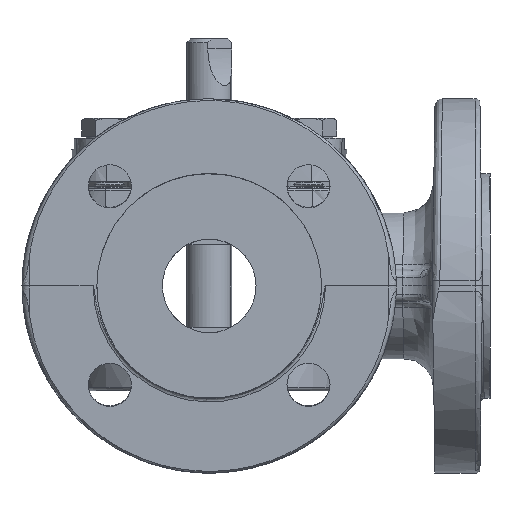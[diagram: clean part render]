
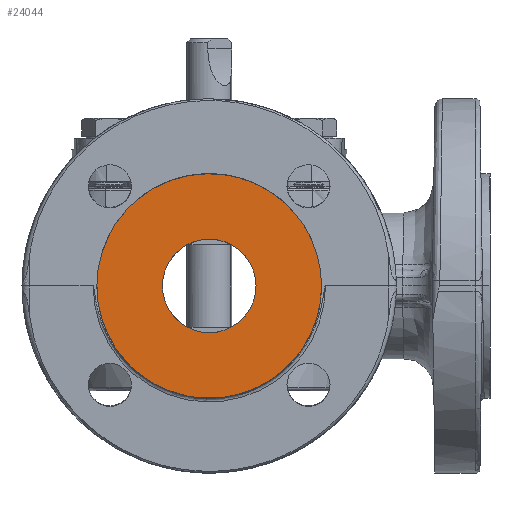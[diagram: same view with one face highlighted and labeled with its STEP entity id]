
A CAD part, front view. The second image highlights one B-rep face of the part: STEP entity #24044.
In plain terms, the highlighted planar face has unit normal (0, -1, 0).
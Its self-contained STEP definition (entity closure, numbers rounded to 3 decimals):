
#21711=CARTESIAN_POINT('Axis2P3D Location',(0.,-75.,0.)) ;
#21715=CARTESIAN_POINT('Vertex',(30.,-75.,0.)) ;
#21717=CARTESIAN_POINT('Vertex',(22.591,-75.,-19.739)) ;
#21730=CARTESIAN_POINT('Vertex',(-22.591,-75.,-19.739)) ;
#21733=CARTESIAN_POINT('Axis2P3D Location',(0.,-75.,0.)) ;
#21737=CARTESIAN_POINT('Vertex',(-30.,-75.,0.)) ;
#21759=CARTESIAN_POINT('Axis2P3D Location',(0.,-75.,0.)) ;
#21763=CARTESIAN_POINT('Vertex',(-22.591,-75.,19.739)) ;
#21776=CARTESIAN_POINT('Vertex',(22.591,-75.,19.739)) ;
#21779=CARTESIAN_POINT('Axis2P3D Location',(0.,-75.,0.)) ;
#23973=CARTESIAN_POINT('Axis2P3D Location',(-70.73,-75.,0.)) ;
#23979=CARTESIAN_POINT('Control Point',(-22.591,-75.,19.739)) ;
#23980=CARTESIAN_POINT('Control Point',(-21.301,-75.,21.216)) ;
#23981=CARTESIAN_POINT('Control Point',(-19.888,-75.,22.587)) ;
#23982=CARTESIAN_POINT('Control Point',(-18.365,-75.,23.838)) ;
#23983=CARTESIAN_POINT('Control Point',(-14.825,-75.,26.288)) ;
#23984=CARTESIAN_POINT('Control Point',(-10.902,-75.,28.071)) ;
#23985=CARTESIAN_POINT('Control Point',(-8.685,-75.,28.83)) ;
#23986=CARTESIAN_POINT('Control Point',(-3.602,-75.,30.034)) ;
#23987=CARTESIAN_POINT('Control Point',(1.632,-75.,30.128)) ;
#23988=CARTESIAN_POINT('Control Point',(4.515,-75.,29.835)) ;
#23989=CARTESIAN_POINT('Control Point',(9.796,-75.,28.648)) ;
#23990=CARTESIAN_POINT('Control Point',(14.678,-75.,26.329)) ;
#23991=CARTESIAN_POINT('Control Point',(16.831,-75.,25.014)) ;
#23992=CARTESIAN_POINT('Control Point',(19.279,-75.,23.14)) ;
#23993=CARTESIAN_POINT('Control Point',(21.455,-75.,20.979)) ;
#23994=CARTESIAN_POINT('Control Point',(21.844,-75.,20.575)) ;
#23995=CARTESIAN_POINT('Control Point',(22.222,-75.,20.161)) ;
#23996=CARTESIAN_POINT('Control Point',(22.591,-75.,19.739)) ;
#23999=CARTESIAN_POINT('Control Point',(-22.591,-75.,-19.739)) ;
#24000=CARTESIAN_POINT('Control Point',(-21.301,-75.,-21.216)) ;
#24001=CARTESIAN_POINT('Control Point',(-19.888,-75.,-22.587)) ;
#24002=CARTESIAN_POINT('Control Point',(-18.365,-75.,-23.838)) ;
#24003=CARTESIAN_POINT('Control Point',(-14.825,-75.,-26.288)) ;
#24004=CARTESIAN_POINT('Control Point',(-10.902,-75.,-28.071)) ;
#24005=CARTESIAN_POINT('Control Point',(-8.685,-75.,-28.83)) ;
#24006=CARTESIAN_POINT('Control Point',(-3.602,-75.,-30.034)) ;
#24007=CARTESIAN_POINT('Control Point',(1.632,-75.,-30.128)) ;
#24008=CARTESIAN_POINT('Control Point',(4.515,-75.,-29.835)) ;
#24009=CARTESIAN_POINT('Control Point',(9.796,-75.,-28.648)) ;
#24010=CARTESIAN_POINT('Control Point',(14.678,-75.,-26.329)) ;
#24011=CARTESIAN_POINT('Control Point',(16.831,-75.,-25.014)) ;
#24012=CARTESIAN_POINT('Control Point',(19.279,-75.,-23.14)) ;
#24013=CARTESIAN_POINT('Control Point',(21.455,-75.,-20.979)) ;
#24014=CARTESIAN_POINT('Control Point',(21.844,-75.,-20.575)) ;
#24015=CARTESIAN_POINT('Control Point',(22.222,-75.,-20.161)) ;
#24016=CARTESIAN_POINT('Control Point',(22.591,-75.,-19.739)) ;
#24026=CARTESIAN_POINT('Axis2P3D Location',(0.,-75.,0.)) ;
#24030=CARTESIAN_POINT('Vertex',(-12.5,-75.,0.)) ;
#24032=CARTESIAN_POINT('Vertex',(12.5,-75.,0.)) ;
#24035=CARTESIAN_POINT('Axis2P3D Location',(0.,-75.,0.)) ;
#21712=DIRECTION('Axis2P3D Direction',(0.,-1.,0.)) ;
#21734=DIRECTION('Axis2P3D Direction',(0.,-1.,0.)) ;
#21760=DIRECTION('Axis2P3D Direction',(0.,-1.,0.)) ;
#21780=DIRECTION('Axis2P3D Direction',(0.,-1.,0.)) ;
#23974=DIRECTION('Axis2P3D Direction',(-0.,1.,0.)) ;
#23975=DIRECTION('Axis2P3D XDirection',(1.,0.,0.)) ;
#24027=DIRECTION('Axis2P3D Direction',(-0.,1.,0.)) ;
#24036=DIRECTION('Axis2P3D Direction',(-0.,1.,0.)) ;
#21713=AXIS2_PLACEMENT_3D('Circle Axis2P3D',#21711,#21712,$) ;
#21735=AXIS2_PLACEMENT_3D('Circle Axis2P3D',#21733,#21734,$) ;
#21761=AXIS2_PLACEMENT_3D('Circle Axis2P3D',#21759,#21760,$) ;
#21781=AXIS2_PLACEMENT_3D('Circle Axis2P3D',#21779,#21780,$) ;
#23976=AXIS2_PLACEMENT_3D('Plane Axis2P3D',#23973,#23974,#23975) ;
#24028=AXIS2_PLACEMENT_3D('Circle Axis2P3D',#24026,#24027,$) ;
#24037=AXIS2_PLACEMENT_3D('Circle Axis2P3D',#24035,#24036,$) ;
#24019=ORIENTED_EDGE('',*,*,#23997,.F.) ;
#24020=ORIENTED_EDGE('',*,*,#21765,.F.) ;
#24021=ORIENTED_EDGE('',*,*,#21739,.F.) ;
#24022=ORIENTED_EDGE('',*,*,#24017,.T.) ;
#24023=ORIENTED_EDGE('',*,*,#21719,.F.) ;
#24024=ORIENTED_EDGE('',*,*,#21783,.F.) ;
#24041=ORIENTED_EDGE('',*,*,#24034,.T.) ;
#24042=ORIENTED_EDGE('',*,*,#24039,.T.) ;
#24043=FACE_BOUND('',#24040,.T.) ;
#24044=ADVANCED_FACE('Body.2',(#24025,#24043),#23977,.F.) ;
#23978=B_SPLINE_CURVE_WITH_KNOTS('',5,(#23979,#23980,#23981,#23982,#23983,#23984,#23985,#23986,#23987,#23988,#23989,#23990,#23991,#23992,#23993,#23994,#23995,#23996),.UNSPECIFIED.,.F.,.U.,(6,3,3,3,3,6),(0.,16.802,36.757,61.367,82.824,87.626),.UNSPECIFIED.) ;
#23998=B_SPLINE_CURVE_WITH_KNOTS('',5,(#23999,#24000,#24001,#24002,#24003,#24004,#24005,#24006,#24007,#24008,#24009,#24010,#24011,#24012,#24013,#24014,#24015,#24016),.UNSPECIFIED.,.F.,.U.,(6,3,3,3,3,6),(0.,16.802,36.757,61.367,82.824,87.626),.UNSPECIFIED.) ;
#21714=CIRCLE('generated circle',#21713,30.) ;
#21736=CIRCLE('generated circle',#21735,30.) ;
#21762=CIRCLE('generated circle',#21761,30.) ;
#21782=CIRCLE('generated circle',#21781,30.) ;
#24029=CIRCLE('generated circle',#24028,12.5) ;
#24038=CIRCLE('generated circle',#24037,12.5) ;
#21719=EDGE_CURVE('',#21716,#21718,#21714,.F.) ;
#21739=EDGE_CURVE('',#21731,#21738,#21736,.F.) ;
#21765=EDGE_CURVE('',#21738,#21764,#21762,.F.) ;
#21783=EDGE_CURVE('',#21777,#21716,#21782,.F.) ;
#23997=EDGE_CURVE('',#21764,#21777,#23978,.T.) ;
#24017=EDGE_CURVE('',#21731,#21718,#23998,.T.) ;
#24034=EDGE_CURVE('',#24031,#24033,#24029,.T.) ;
#24039=EDGE_CURVE('',#24033,#24031,#24038,.T.) ;
#24018=EDGE_LOOP('',(#24019,#24020,#24021,#24022,#24023,#24024)) ;
#24040=EDGE_LOOP('',(#24041,#24042)) ;
#24025=FACE_OUTER_BOUND('',#24018,.T.) ;
#23977=PLANE('',#23976) ;
#21716=VERTEX_POINT('',#21715) ;
#21718=VERTEX_POINT('',#21717) ;
#21731=VERTEX_POINT('',#21730) ;
#21738=VERTEX_POINT('',#21737) ;
#21764=VERTEX_POINT('',#21763) ;
#21777=VERTEX_POINT('',#21776) ;
#24031=VERTEX_POINT('',#24030) ;
#24033=VERTEX_POINT('',#24032) ;
